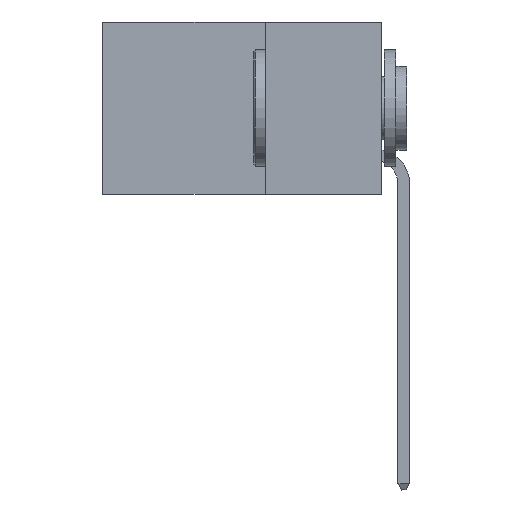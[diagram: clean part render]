
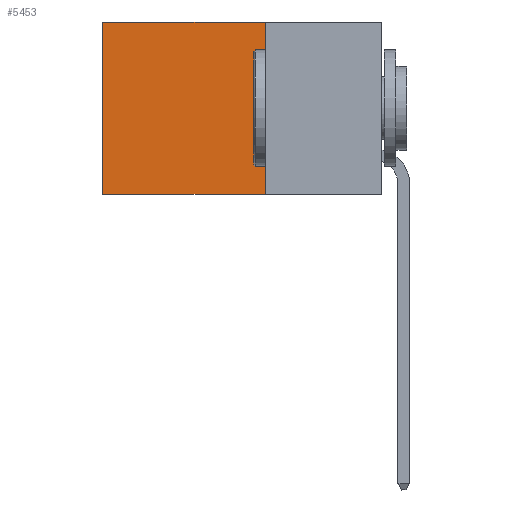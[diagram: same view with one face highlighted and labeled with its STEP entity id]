
A CAD part, left-side view. The second image highlights one B-rep face of the part: STEP entity #5453.
In plain terms, the highlighted planar face has unit normal (-1, 0, 0).
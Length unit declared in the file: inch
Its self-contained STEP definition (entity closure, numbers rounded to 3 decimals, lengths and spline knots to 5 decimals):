
#545 = CARTESIAN_POINT ( 'NONE',  ( 0.2875, 0.25, 0. ) ) ;
#571 = VERTEX_POINT ( 'NONE', #6679 ) ;
#846 = DIRECTION ( 'NONE',  ( 0., 1., 0. ) ) ;
#1248 = EDGE_CURVE ( 'NONE', #15221, #571, #10662, .T. ) ;
#2484 = EDGE_CURVE ( 'NONE', #571, #4782, #6360, .T. ) ;
#2860 = CARTESIAN_POINT ( 'NONE',  ( 0.2875, 0.6, 0. ) ) ;
#3530 = ORIENTED_EDGE ( 'NONE', *, *, #10566, .T. ) ;
#3695 = EDGE_CURVE ( 'NONE', #15221, #16326, #5289, .T. ) ;
#3764 = ORIENTED_EDGE ( 'NONE', *, *, #1248, .F. ) ;
#4178 = PLANE ( 'NONE',  #9514 ) ;
#4782 = VERTEX_POINT ( 'NONE', #8140 ) ;
#4870 = VECTOR ( 'NONE', #846, 39.37008 ) ;
#5289 = LINE ( 'NONE', #9126, #4870 ) ;
#5322 = EDGE_LOOP ( 'NONE', ( #3530, #14127, #3764, #15796 ) ) ;
#5453 = ADVANCED_FACE ( 'NONE', ( #10956 ), #4178, .F. ) ;
#5468 = DIRECTION ( 'NONE',  ( 1., 0., 0. ) ) ;
#5749 = CARTESIAN_POINT ( 'NONE',  ( 0.2875, 0.6, 0. ) ) ;
#6360 = LINE ( 'NONE', #12733, #10808 ) ;
#6679 = CARTESIAN_POINT ( 'NONE',  ( 0.2875, 0.25, -0.37 ) ) ;
#6689 = DIRECTION ( 'NONE',  ( 0., 0., -1. ) ) ;
#6764 = LINE ( 'NONE', #2860, #14818 ) ;
#8140 = CARTESIAN_POINT ( 'NONE',  ( 0.2875, 0.6, -0.37 ) ) ;
#8598 = DIRECTION ( 'NONE',  ( 0., 0., -1. ) ) ;
#9126 = CARTESIAN_POINT ( 'NONE',  ( 0.2875, 0.25, 0. ) ) ;
#9514 = AXIS2_PLACEMENT_3D ( 'NONE', #13548, #5468, #6689 ) ;
#10566 = EDGE_CURVE ( 'NONE', #16326, #4782, #6764, .T. ) ;
#10662 = LINE ( 'NONE', #12619, #14690 ) ;
#10808 = VECTOR ( 'NONE', #12854, 39.37008 ) ;
#10956 = FACE_OUTER_BOUND ( 'NONE', #5322, .T. ) ;
#12224 = DIRECTION ( 'NONE',  ( 0., 0., -1. ) ) ;
#12619 = CARTESIAN_POINT ( 'NONE',  ( 0.2875, 0.25, 0. ) ) ;
#12733 = CARTESIAN_POINT ( 'NONE',  ( 0.2875, 0.25, -0.37 ) ) ;
#12854 = DIRECTION ( 'NONE',  ( 0., 1., 0. ) ) ;
#13548 = CARTESIAN_POINT ( 'NONE',  ( 0.2875, 0.25, 0. ) ) ;
#14127 = ORIENTED_EDGE ( 'NONE', *, *, #2484, .F. ) ;
#14690 = VECTOR ( 'NONE', #8598, 39.37008 ) ;
#14818 = VECTOR ( 'NONE', #12224, 39.37008 ) ;
#15221 = VERTEX_POINT ( 'NONE', #545 ) ;
#15796 = ORIENTED_EDGE ( 'NONE', *, *, #3695, .T. ) ;
#16326 = VERTEX_POINT ( 'NONE', #5749 ) ;
